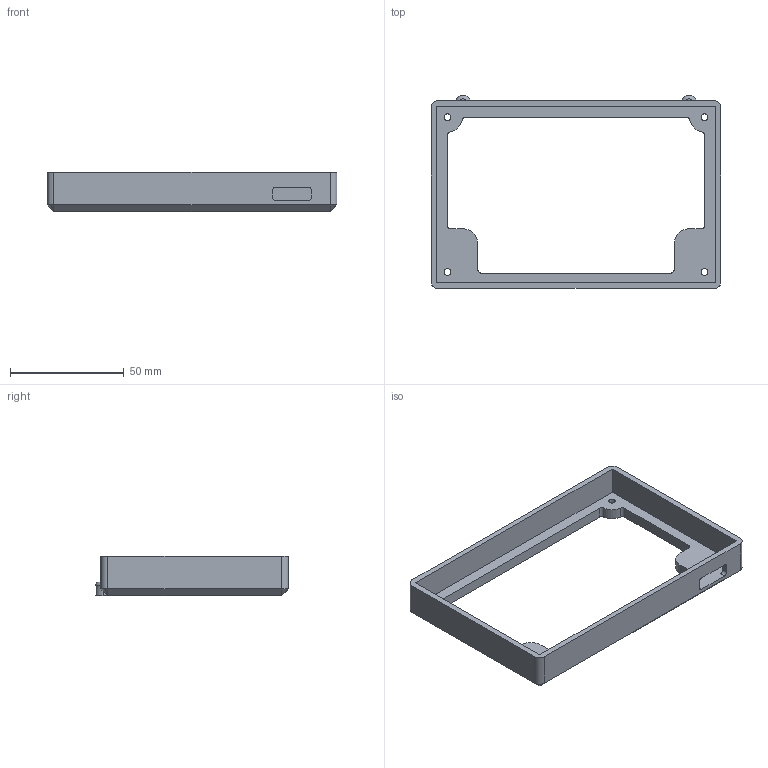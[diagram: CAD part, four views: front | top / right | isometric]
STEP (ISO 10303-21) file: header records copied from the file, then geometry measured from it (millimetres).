
FILE_DESCRIPTION (( 'STEP AP214' ), '1' );
FILE_NAME ('DFR0550_Frame.STEP', '2022-10-17T08:45:55', ( '' ), ( '' ), 'SwSTEP 2.0', 'SolidWorks 2022', '' );
FILE_SCHEMA (( 'AUTOMOTIVE_DESIGN' ));
Length unit declared in the file: millimetre
Products named in the file (1): DFR0550_Frame
Bounding box: 127.5 x 84.85 x 17.32 mm (x, y, z)
Volume: 26449.3 mm3; surface area: 20201.6 mm2
Topology: 1 solids, 1 shells, 90 faces, 244 edges, 156 vertices
Faces by surface type: cylinder 44, plane 40, cone 4, torus 2
Entity records: 2904 total; most frequent: CARTESIAN_POINT 551, DIRECTION 496, ORIENTED_EDGE 480, EDGE_CURVE 240, AXIS2_PLACEMENT_3D 177, VERTEX_POINT 156, LINE 142, VECTOR 142
